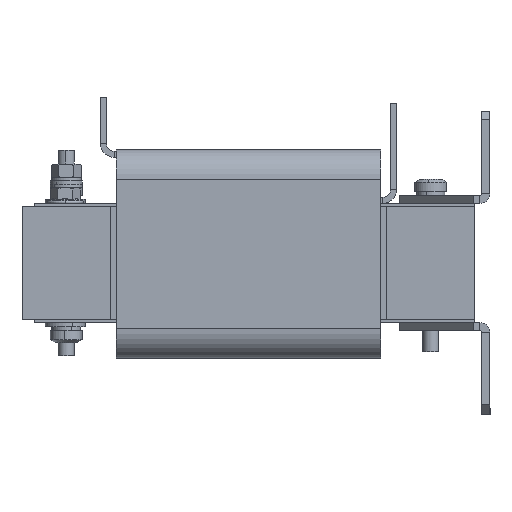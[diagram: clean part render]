
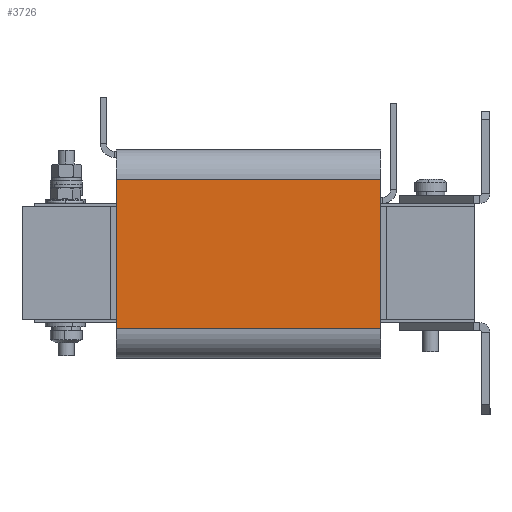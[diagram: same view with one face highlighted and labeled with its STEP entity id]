
A CAD part, left-side view. The second image highlights one B-rep face of the part: STEP entity #3726.
In plain terms, the highlighted planar face has unit normal (-1, 0, 0).
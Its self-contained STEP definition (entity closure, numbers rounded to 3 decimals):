
#439 = EDGE_CURVE ( 'Defeature ausgef�hrt5_32+Defeature ausgef�hrt5_39+Defeature ausgef�hrt5_30+Defeature ausgef�hrt5_31', #4336, #7474, #5762, .T. ) ;
#1153 = ORIENTED_EDGE ( 'NONE', *, *, #12456, .T. ) ;
#1683 = PLANE ( 'NONE',  #12932 ) ;
#2102 = LINE ( 'NONE', #10929, #5259 ) ;
#2791 = CARTESIAN_POINT ( 'NONE',  ( -128., 157., -32.75 ) ) ;
#3419 = ORIENTED_EDGE ( 'NONE', *, *, #9992, .F. ) ;
#3726 = ADVANCED_FACE ( 'Defeature ausgef�hrt5_39', ( #9161 ), #1683, .F. ) ;
#4336 = VERTEX_POINT ( 'NONE', #13360 ) ;
#5168 = DIRECTION ( 'NONE',  ( 1., 0., 0. ) ) ;
#5259 = VECTOR ( 'NONE', #13286, 1000. ) ;
#5364 = CARTESIAN_POINT ( 'NONE',  ( -128., 157., -32.75 ) ) ;
#5541 = DIRECTION ( 'NONE',  ( 0., -1., 0. ) ) ;
#5762 = LINE ( 'NONE', #10427, #9228 ) ;
#6353 = VERTEX_POINT ( 'NONE', #5364 ) ;
#6708 = ORIENTED_EDGE ( 'NONE', *, *, #6961, .T. ) ;
#6961 = EDGE_CURVE ( 'Defeature ausgef�hrt5_39+Defeature ausgef�hrt5_38+Defeature ausgef�hrt5_30+Defeature ausgef�hrt5_31', #6353, #9751, #12102, .T. ) ;
#7474 = VERTEX_POINT ( 'NONE', #13730 ) ;
#7983 = CARTESIAN_POINT ( 'NONE',  ( -128., 157., -32.75 ) ) ;
#9161 = FACE_OUTER_BOUND ( 'NONE', #9461, .T. ) ;
#9228 = VECTOR ( 'NONE', #14012, 1000. ) ;
#9461 = EDGE_LOOP ( 'NONE', ( #1153, #14572, #3419, #6708 ) ) ;
#9751 = VERTEX_POINT ( 'NONE', #11730 ) ;
#9898 = DIRECTION ( 'NONE',  ( 0., 0., 1. ) ) ;
#9939 = DIRECTION ( 'NONE',  ( 0., 0., -1. ) ) ;
#9992 = EDGE_CURVE ( 'Defeature ausgef�hrt5_30+Defeature ausgef�hrt5_39+Defeature ausgef�hrt5_38+Defeature ausgef�hrt5_32', #6353, #4336, #12903, .T. ) ;
#10427 = CARTESIAN_POINT ( 'NONE',  ( -128., 157., 41.75 ) ) ;
#10929 = CARTESIAN_POINT ( 'NONE',  ( -128., 25., -32.75 ) ) ;
#11730 = CARTESIAN_POINT ( 'NONE',  ( -128., 25., -32.75 ) ) ;
#12102 = LINE ( 'NONE', #7983, #13561 ) ;
#12456 = EDGE_CURVE ( 'Defeature ausgef�hrt5_39+Defeature ausgef�hrt5_31+Defeature ausgef�hrt5_38+Defeature ausgef�hrt5_32', #9751, #7474, #2102, .T. ) ;
#12511 = VECTOR ( 'NONE', #9898, 1000. ) ;
#12903 = LINE ( 'NONE', #2791, #12511 ) ;
#12932 = AXIS2_PLACEMENT_3D ( 'NONE', #13379, #5168, #9939 ) ;
#13286 = DIRECTION ( 'NONE',  ( 0., 0., 1. ) ) ;
#13360 = CARTESIAN_POINT ( 'NONE',  ( -128., 157., 41.75 ) ) ;
#13379 = CARTESIAN_POINT ( 'NONE',  ( -128., 157., -32.75 ) ) ;
#13561 = VECTOR ( 'NONE', #5541, 1000. ) ;
#13730 = CARTESIAN_POINT ( 'NONE',  ( -128., 25., 41.75 ) ) ;
#14012 = DIRECTION ( 'NONE',  ( 0., -1., 0. ) ) ;
#14572 = ORIENTED_EDGE ( 'NONE', *, *, #439, .F. ) ;
